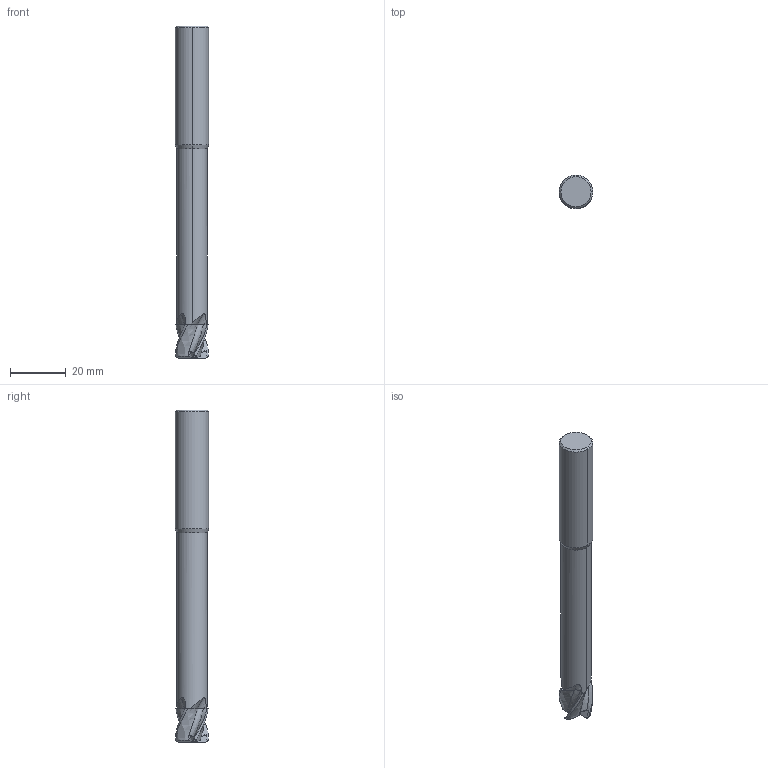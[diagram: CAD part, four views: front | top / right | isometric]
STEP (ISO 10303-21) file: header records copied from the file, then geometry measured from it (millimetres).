
FILE_DESCRIPTION(('no description'),'unknown implementation level');
FILE_NAME('EXPK1-M06-0113-12_1-Detail.stp',' ',('CIMSOURCE GmbH'),('CADClick - KiM GmbH - www.kimweb.de'),'unknown preprocess','ACIS','unknown authorization');
FILE_SCHEMA(('automotive_design'));
Length unit declared in the file: millimetre
Products named in the file (2): NOCUT; CUT
Bounding box: 12 x 12 x 119 mm (x, y, z)
Volume: 11591.7 mm3; surface area: 4644.7 mm2
Topology: 2 solids, 2 shells, 99 faces, 272 edges, 173 vertices
Faces by surface type: plane 33, bspline 32, cone 12, revolution 12, torus 6, cylinder 4
Entity records: 12928 total; most frequent: CARTESIAN_POINT 7766, STYLED_ITEM 542, PRESENTATION_STYLE_ASSIGNMENT 542, COLOUR_RGB 542, ORIENTED_EDGE 536, DIRECTION 294, EDGE_CURVE 268, CURVE_STYLE 268
